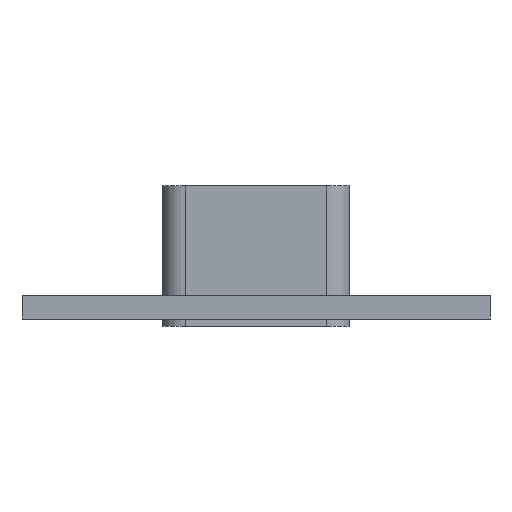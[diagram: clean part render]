
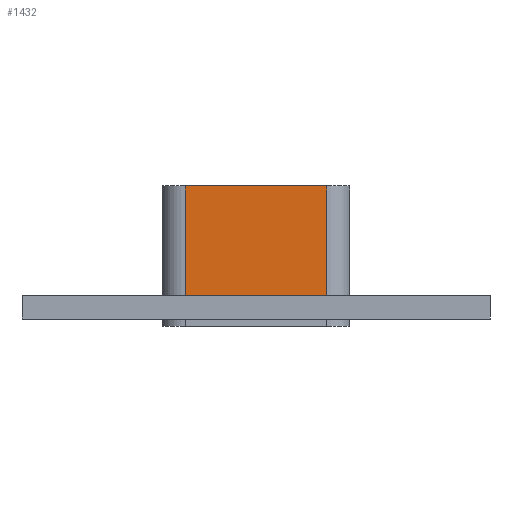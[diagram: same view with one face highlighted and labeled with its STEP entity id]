
A CAD part, front view. The second image highlights one B-rep face of the part: STEP entity #1432.
In plain terms, the highlighted planar face has unit normal (0, -1, 0).
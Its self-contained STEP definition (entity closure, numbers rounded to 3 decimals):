
#842=CARTESIAN_POINT('',(30.25,-347.0,-17.0));
#843=VERTEX_POINT('',#842);
#851=CARTESIAN_POINT('',(-30.25,-347.0,-17.0));
#852=VERTEX_POINT('',#851);
#853=CARTESIAN_POINT('',(-30.25,-347.,-17.));
#854=DIRECTION('',(1.0,0.0,0.0));
#855=VECTOR('',#854,60.5);
#856=LINE('',#853,#855);
#857=EDGE_CURVE('',#852,#843,#856,.T.);
#1082=CARTESIAN_POINT('',(30.25,-347.,30.0));
#1083=VERTEX_POINT('',#1082);
#1091=CARTESIAN_POINT('',(30.25,-347.,30.0));
#1092=DIRECTION('',(0.0,0.0,-1.0));
#1093=VECTOR('',#1092,47.0);
#1094=LINE('',#1091,#1093);
#1095=EDGE_CURVE('',#1083,#843,#1094,.T.);
#1409=CARTESIAN_POINT('',(-40.25,-347.,0.0));
#1410=DIRECTION('',(0.0,-1.0,0.0));
#1411=DIRECTION('',(1.0,0.0,0.0));
#1412=AXIS2_PLACEMENT_3D('',#1409,#1410,#1411);
#1413=PLANE('',#1412);
#1414=ORIENTED_EDGE('',*,*,#857,.T.);
#1415=ORIENTED_EDGE('',*,*,#1095,.F.);
#1416=CARTESIAN_POINT('',(-30.25,-347.,30.0));
#1417=VERTEX_POINT('',#1416);
#1418=CARTESIAN_POINT('',(-30.25,-347.,30.0));
#1419=DIRECTION('',(1.0,0.0,0.0));
#1420=VECTOR('',#1419,60.5);
#1421=LINE('',#1418,#1420);
#1422=EDGE_CURVE('',#1417,#1083,#1421,.T.);
#1423=ORIENTED_EDGE('',*,*,#1422,.F.);
#1424=CARTESIAN_POINT('',(-30.25,-347.,-17.0));
#1425=DIRECTION('',(0.0,0.0,1.0));
#1426=VECTOR('',#1425,47.0);
#1427=LINE('',#1424,#1426);
#1428=EDGE_CURVE('',#852,#1417,#1427,.T.);
#1429=ORIENTED_EDGE('',*,*,#1428,.F.);
#1430=EDGE_LOOP('',(#1414,#1415,#1423,#1429));
#1431=FACE_OUTER_BOUND('',#1430,.T.);
#1432=ADVANCED_FACE('',(#1431),#1413,.T.);
